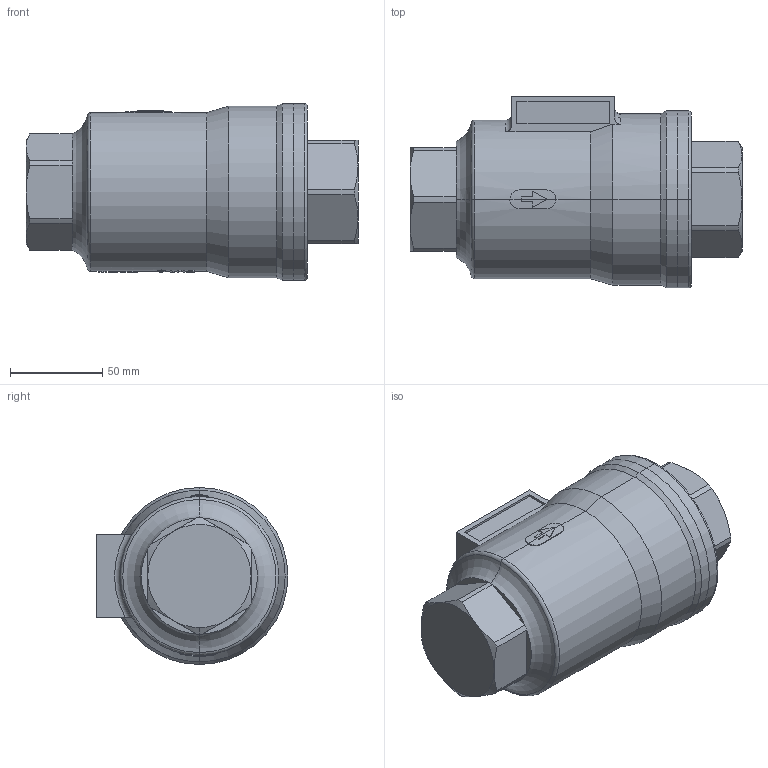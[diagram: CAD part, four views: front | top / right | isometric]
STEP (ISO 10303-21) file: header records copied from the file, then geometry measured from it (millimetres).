
FILE_DESCRIPTION (( 'STEP AP203' ), '1' );
FILE_NAME ('装配体40.STEP', '2022-08-02T03:18:17', ( '微软用户' ), ( '微软中国' ), 'SwSTEP 2.0', 'SolidWorks 2017', '' );
FILE_SCHEMA (( 'CONFIG_CONTROL_DESIGN' ));
Length unit declared in the file: millimetre
Products named in the file (3): ESF04001; ESF04011; 蚾饜极40
Assembly tree (2 placements, depth 2):
  蚾饜极40
    ESF04001
    ESF04011
Bounding box: 180 x 104 x 96 mm (x, y, z)
Volume: 953741.5 mm3; surface area: 76758.7 mm2
Topology: 2 solids, 2 shells, 411 faces, 1095 edges, 712 vertices
Faces by surface type: cylinder 185, bspline 146, plane 54, cone 18, torus 8
Entity records: 38637 total; most frequent: CARTESIAN_POINT 30228, ORIENTED_EDGE 2190, EDGE_CURVE 1095, DIRECTION 997, VERTEX_POINT 712, B_SPLINE_CURVE_WITH_KNOTS 464, EDGE_LOOP 435, ADVANCED_FACE 411
